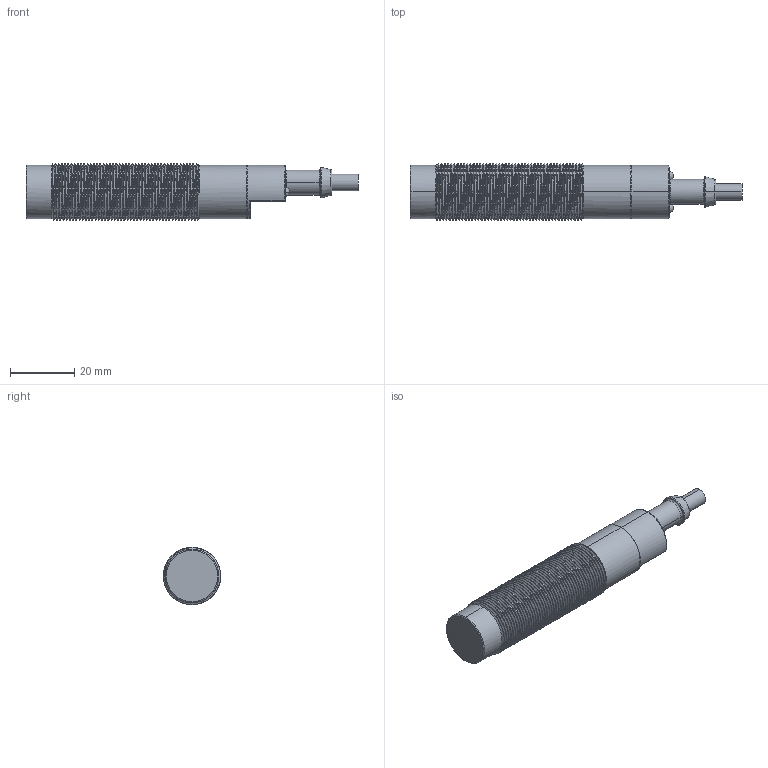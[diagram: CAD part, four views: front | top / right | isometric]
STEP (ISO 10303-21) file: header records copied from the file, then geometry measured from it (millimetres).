
FILE_DESCRIPTION((''),'2;1');
FILE_NAME('1MP6688_HOUSING-NON-FLUSH_1','2024-09-04T',('Parkey.Wang'),(''),'CREO PARAMETRIC BY PTC INC, 2015480','CREO PARAMETRIC BY PTC INC, 2015480','');
FILE_SCHEMA(('CONFIG_CONTROL_DESIGN'));
Length unit declared in the file: millimetre
Products named in the file (1): 1MP6688_HOUSING-NON-FLUSH_1
Bounding box: 103.53 x 17.86 x 17.88 mm (x, y, z)
Volume: 18733.9 mm3; surface area: 7688.9 mm2
Topology: 1 solids, 4 shells, 314 faces, 864 edges, 563 vertices
Faces by surface type: cylinder 214, plane 44, bspline 23, cone 17, torus 10, sphere 6
Entity records: 32359 total; most frequent: CARTESIAN_POINT 25280, ORIENTED_EDGE 1718, DIRECTION 1084, EDGE_CURVE 859, VERTEX_POINT 563, B_SPLINE_CURVE_WITH_KNOTS 466, AXIS2_PLACEMENT_3D 400, EDGE_LOOP 324
